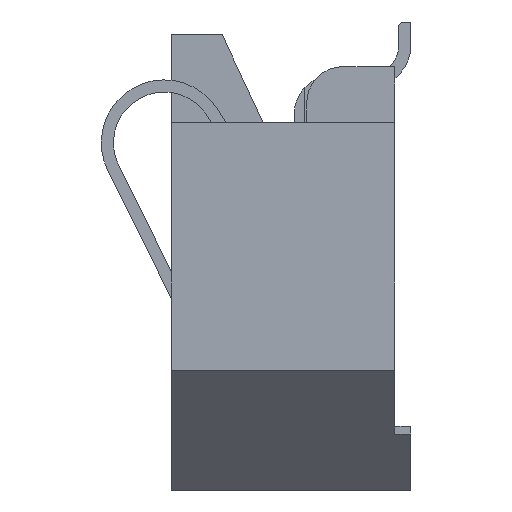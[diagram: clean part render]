
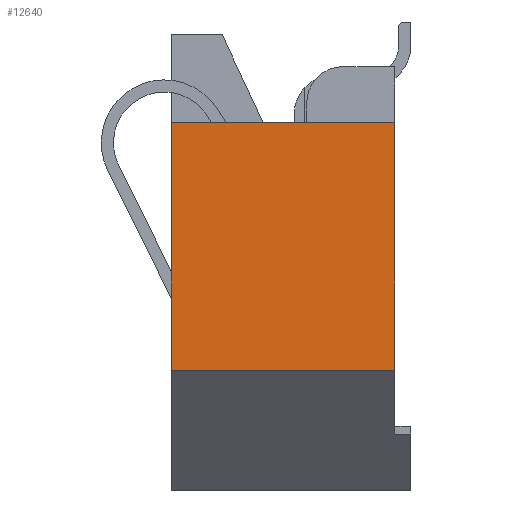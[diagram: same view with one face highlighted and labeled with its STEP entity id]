
A CAD part, left-side view. The second image highlights one B-rep face of the part: STEP entity #12640.
In plain terms, the highlighted planar face has unit normal (-1, 0, 0).
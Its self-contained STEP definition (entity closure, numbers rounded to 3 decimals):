
#898=ORIENTED_EDGE('',*,*,#4064,.T.);
#899=ORIENTED_EDGE('',*,*,#4121,.T.);
#900=ORIENTED_EDGE('',*,*,#3897,.F.);
#901=ORIENTED_EDGE('',*,*,#3753,.F.);
#3753=EDGE_CURVE('',#5397,#5398,#6473,.T.);
#3897=EDGE_CURVE('',#5398,#5503,#6617,.T.);
#4064=EDGE_CURVE('',#5397,#5629,#6744,.T.);
#4121=EDGE_CURVE('',#5629,#5503,#6801,.T.);
#5397=VERTEX_POINT('',#17106);
#5398=VERTEX_POINT('',#17108);
#5503=VERTEX_POINT('',#17396);
#5629=VERTEX_POINT('',#17719);
#6473=LINE('',#17107,#7853);
#6617=LINE('',#17395,#7997);
#6744=LINE('',#17720,#8124);
#6801=LINE('',#17833,#8181);
#7853=VECTOR('',#14022,1000.);
#7997=VECTOR('',#14244,1000.);
#8124=VECTOR('',#14513,1000.);
#8181=VECTOR('',#14578,1000.);
#9278=EDGE_LOOP('',(#898,#899,#900,#901));
#9854=FACE_BOUND('',#9278,.T.);
#10419=PLANE('',#13260);
#12640=ADVANCED_FACE('',(#9854),#10419,.F.);
#13260=AXIS2_PLACEMENT_3D('',#17832,#14576,#14577);
#14022=DIRECTION('',(0.,0.,1.));
#14244=DIRECTION('',(0.,-1.,0.));
#14513=DIRECTION('',(0.,-1.,0.));
#14576=DIRECTION('',(1.,0.,0.));
#14577=DIRECTION('',(0.,0.,-1.));
#14578=DIRECTION('',(0.,0.,1.));
#17106=CARTESIAN_POINT('',(-7.5,3.,-0.8));
#17107=CARTESIAN_POINT('',(-7.5,3.,-0.8));
#17108=CARTESIAN_POINT('',(-7.5,3.,2.3));
#17395=CARTESIAN_POINT('',(-7.5,3.,2.3));
#17396=CARTESIAN_POINT('',(-7.5,0.2,2.3));
#17719=CARTESIAN_POINT('',(-7.5,0.2,-0.8));
#17720=CARTESIAN_POINT('',(-7.5,3.,-0.8));
#17832=CARTESIAN_POINT('',(-7.5,3.,-0.8));
#17833=CARTESIAN_POINT('',(-7.5,0.2,-0.8));
